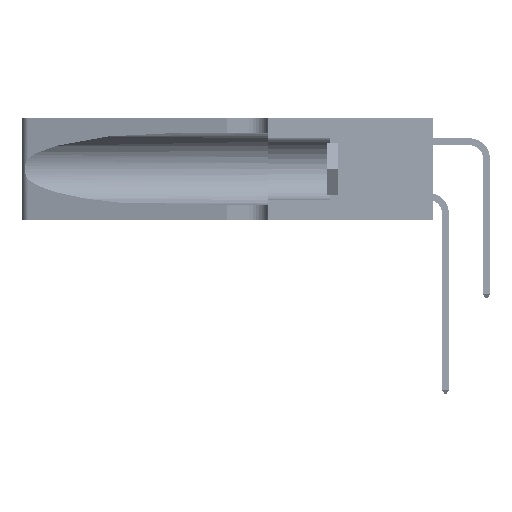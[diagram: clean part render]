
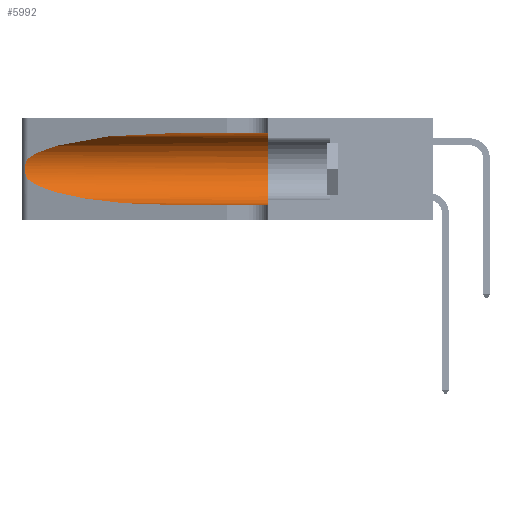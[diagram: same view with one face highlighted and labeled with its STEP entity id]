
A CAD part, left-side view. The second image highlights one B-rep face of the part: STEP entity #5992.
In plain terms, the highlighted cylindrical face has radius 3.308 mm (diameter 6.617 mm), a partial arc.
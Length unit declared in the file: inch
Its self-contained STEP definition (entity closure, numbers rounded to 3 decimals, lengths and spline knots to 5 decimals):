
#712 = DIRECTION ( 'NONE',  ( 0., 0., 1. ) ) ;
#936 = DIRECTION ( 'NONE',  ( 0., -1., 0. ) ) ;
#3198 = CARTESIAN_POINT ( 'NONE',  ( 0.25789, 1.23486, 0.15765 ) ) ;
#3668 = CARTESIAN_POINT ( 'NONE',  ( 0.1305, 0.35, 0.05475 ) ) ;
#3728 = DIRECTION ( 'NONE',  ( 0., -1., 0. ) ) ;
#4334 = ORIENTED_EDGE ( 'NONE', *, *, #6722, .F. ) ;
#5992 = ADVANCED_FACE ( 'NONE', ( #21411 ), #40837, .F. ) ;
#6296 = CARTESIAN_POINT ( 'NONE',  ( 0.18966, 0.96281, 0.31525 ) ) ;
#6722 = EDGE_CURVE ( 'NONE', #29045, #20047, #49223, .T. ) ;
#7149 = CARTESIAN_POINT ( 'NONE',  ( 0.25555, 1.22993, 0.14849 ) ) ;
#7898 = ORIENTED_EDGE ( 'NONE', *, *, #9741, .T. ) ;
#9741 = EDGE_CURVE ( 'NONE', #29045, #48953, #12032, .T. ) ;
#10705 = CARTESIAN_POINT ( 'NONE',  ( 0.25487, 1.22718, 0.22369 ) ) ;
#12032 =( BOUNDED_CURVE ( )  B_SPLINE_CURVE ( 3, ( #33549, #6296, #29634, #37415 ),
 .UNSPECIFIED., .F., .F. ) 
 B_SPLINE_CURVE_WITH_KNOTS ( ( 4, 4 ),
 ( 1.5708, 2.84003 ),
 .UNSPECIFIED. ) 
 CURVE ( )  GEOMETRIC_REPRESENTATION_ITEM ( )  RATIONAL_B_SPLINE_CURVE ( ( 1., 0.87, 0.87, 1. ) ) 
 REPRESENTATION_ITEM ( '' )  );
#13780 = CARTESIAN_POINT ( 'NONE',  ( 0.2373, 1.15595, 0.08982 ) ) ;
#13886 = AXIS2_PLACEMENT_3D ( 'NONE', #15088, #42258, #19027 ) ;
#14831 = CARTESIAN_POINT ( 'NONE',  ( 0.25787, 1.23484, 0.2124 ) ) ;
#15088 = CARTESIAN_POINT ( 'NONE',  ( 0.1305, 1.61858, 0.185 ) ) ;
#15261 = ORIENTED_EDGE ( 'NONE', *, *, #31318, .F. ) ;
#15909 = EDGE_LOOP ( 'NONE', ( #7898, #42950, #26870, #39405, #15261, #4334 ) ) ;
#17385 = B_SPLINE_CURVE_WITH_KNOTS ( 'NONE', 3,
 ( #10705, #26236, #38095, #14831, #42008, #18774, #45892, #22654, #49773, #26577, #3198, #30469, #7149, #34402 ),
 .UNSPECIFIED., .F., .F.,
 ( 4, 2, 2, 2, 2, 2, 4 ),
 ( 0., 0.00027, 0.00053, 0.00107, 0.0016, 0.00187, 0.00214 ),
 .UNSPECIFIED. ) ;
#17739 = CARTESIAN_POINT ( 'NONE',  ( 0.25487, 1.22718, 0.14631 ) ) ;
#17935 = CIRCLE ( 'NONE', #19724, 0.13025 ) ;
#18774 = CARTESIAN_POINT ( 'NONE',  ( 0.26018, 1.23835, 0.19895 ) ) ;
#19027 = DIRECTION ( 'NONE',  ( 0., 0., -1. ) ) ;
#19724 = AXIS2_PLACEMENT_3D ( 'NONE', #47363, #24145, #712 ) ;
#20047 = VERTEX_POINT ( 'NONE', #32738 ) ;
#20754 = EDGE_CURVE ( 'NONE', #39350, #40796, #35456, .T. ) ;
#21411 = FACE_OUTER_BOUND ( 'NONE', #15909, .T. ) ;
#21622 = CARTESIAN_POINT ( 'NONE',  ( 0.1305, 0.72297, 0.05475 ) ) ;
#22654 = CARTESIAN_POINT ( 'NONE',  ( 0.26075, 1.23896, 0.178 ) ) ;
#24145 = DIRECTION ( 'NONE',  ( 0., 1., 0. ) ) ;
#24360 = CARTESIAN_POINT ( 'NONE',  ( 0.1305, 1.61858, 0.05475 ) ) ;
#24729 = LINE ( 'NONE', #24360, #45366 ) ;
#24955 = CARTESIAN_POINT ( 'NONE',  ( 0.25487, 1.22718, 0.14631 ) ) ;
#26236 = CARTESIAN_POINT ( 'NONE',  ( 0.25555, 1.22994, 0.2215 ) ) ;
#26577 = CARTESIAN_POINT ( 'NONE',  ( 0.25856, 1.23593, 0.16098 ) ) ;
#26870 = ORIENTED_EDGE ( 'NONE', *, *, #20754, .T. ) ;
#26936 = CARTESIAN_POINT ( 'NONE',  ( 0.1305, 1.61858, 0.31525 ) ) ;
#29045 = VERTEX_POINT ( 'NONE', #33528 ) ;
#29288 = VERTEX_POINT ( 'NONE', #3668 ) ;
#29634 = CARTESIAN_POINT ( 'NONE',  ( 0.2373, 1.15595, 0.28018 ) ) ;
#30469 = CARTESIAN_POINT ( 'NONE',  ( 0.25639, 1.23186, 0.15144 ) ) ;
#31318 = EDGE_CURVE ( 'NONE', #20047, #29288, #17935, .T. ) ;
#32738 = CARTESIAN_POINT ( 'NONE',  ( 0.1305, 0.35, 0.31525 ) ) ;
#32988 = CARTESIAN_POINT ( 'NONE',  ( 0.1305, 0.72297, 0.05475 ) ) ;
#33528 = CARTESIAN_POINT ( 'NONE',  ( 0.1305, 0.72297, 0.31525 ) ) ;
#33549 = CARTESIAN_POINT ( 'NONE',  ( 0.1305, 0.72297, 0.31525 ) ) ;
#34402 = CARTESIAN_POINT ( 'NONE',  ( 0.25487, 1.22718, 0.14631 ) ) ;
#35456 =( BOUNDED_CURVE ( )  B_SPLINE_CURVE ( 3, ( #17739, #13780, #44863, #21622 ),
 .UNSPECIFIED., .F., .T. ) 
 B_SPLINE_CURVE_WITH_KNOTS ( ( 4, 4 ),
 ( 3.44316, 4.71239 ),
 .UNSPECIFIED. ) 
 CURVE ( )  GEOMETRIC_REPRESENTATION_ITEM ( )  RATIONAL_B_SPLINE_CURVE ( ( 1., 0.87, 0.87, 1. ) ) 
 REPRESENTATION_ITEM ( '' )  );
#37415 = CARTESIAN_POINT ( 'NONE',  ( 0.25487, 1.22718, 0.22369 ) ) ;
#37772 = EDGE_CURVE ( 'NONE', #48953, #39350, #17385, .T. ) ;
#38095 = CARTESIAN_POINT ( 'NONE',  ( 0.25639, 1.23184, 0.21858 ) ) ;
#38943 = VECTOR ( 'NONE', #3728, 39.37008 ) ;
#39350 = VERTEX_POINT ( 'NONE', #24955 ) ;
#39405 = ORIENTED_EDGE ( 'NONE', *, *, #49547, .T. ) ;
#40170 = CARTESIAN_POINT ( 'NONE',  ( 0.25487, 1.22718, 0.22369 ) ) ;
#40796 = VERTEX_POINT ( 'NONE', #32988 ) ;
#40837 = CYLINDRICAL_SURFACE ( 'NONE', #13886, 0.13025 ) ;
#42008 = CARTESIAN_POINT ( 'NONE',  ( 0.25854, 1.2359, 0.20912 ) ) ;
#42258 = DIRECTION ( 'NONE',  ( 0., -1., 0. ) ) ;
#42950 = ORIENTED_EDGE ( 'NONE', *, *, #37772, .T. ) ;
#44863 = CARTESIAN_POINT ( 'NONE',  ( 0.18966, 0.96281, 0.05475 ) ) ;
#45366 = VECTOR ( 'NONE', #936, 39.37008 ) ;
#45892 = CARTESIAN_POINT ( 'NONE',  ( 0.26075, 1.23896, 0.19203 ) ) ;
#47363 = CARTESIAN_POINT ( 'NONE',  ( 0.1305, 0.35, 0.185 ) ) ;
#48953 = VERTEX_POINT ( 'NONE', #40170 ) ;
#49223 = LINE ( 'NONE', #26936, #38943 ) ;
#49547 = EDGE_CURVE ( 'NONE', #40796, #29288, #24729, .T. ) ;
#49773 = CARTESIAN_POINT ( 'NONE',  ( 0.26017, 1.23833, 0.17102 ) ) ;
